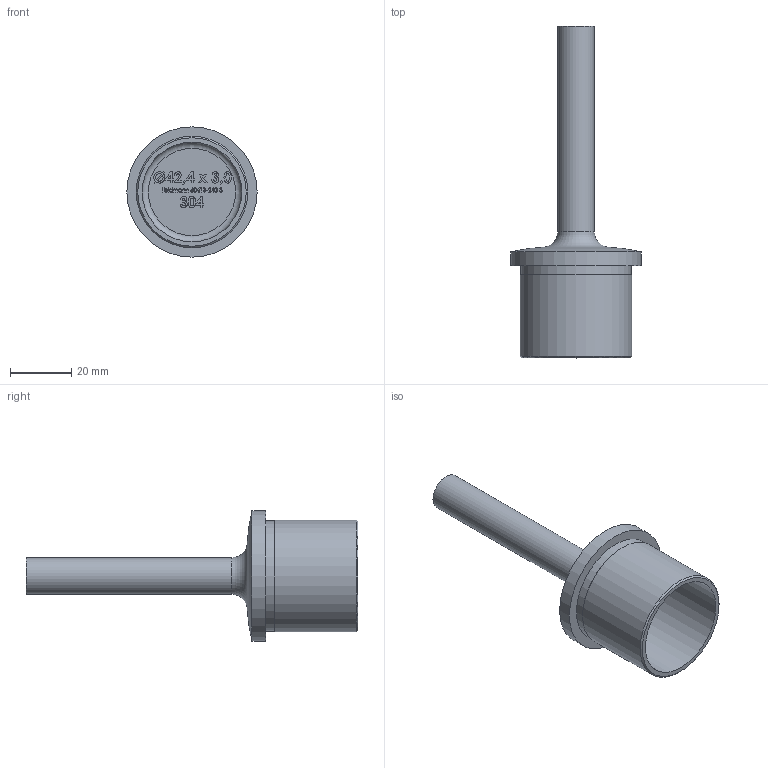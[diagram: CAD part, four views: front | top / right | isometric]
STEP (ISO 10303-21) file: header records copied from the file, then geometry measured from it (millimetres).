
FILE_DESCRIPTION (( 'STEP AP203' ), '1' );
FILE_NAME ('60413-240-3.STEP', '2021-10-04T06:19:40', ( '' ), ( '' ), 'SwSTEP 2.0', 'SolidWorks 2018', '' );
FILE_SCHEMA (( 'CONFIG_CONTROL_DESIGN' ));
Length unit declared in the file: millimetre
Products named in the file (2): 60413-240-3
Bounding box: 42.4 x 108 x 42.4 mm (x, y, z)
Volume: 20816.2 mm3; surface area: 12705.6 mm2
Topology: 1 solids, 1 shells, 425 faces, 1117 edges, 743 vertices
Faces by surface type: plane 243, bspline 173, cylinder 5, torus 3, cone 1
Full cylindrical faces by diameter (mm): 12 x1, 32.4 x1, 35.9 x1, 36.3 x1, 42.4 x1
Entity records: 22440 total; most frequent: CARTESIAN_POINT 12995, ORIENTED_EDGE 2216, DIRECTION 1283, EDGE_CURVE 1108, VECTOR 749, LINE 749, VERTEX_POINT 743, EDGE_LOOP 483
